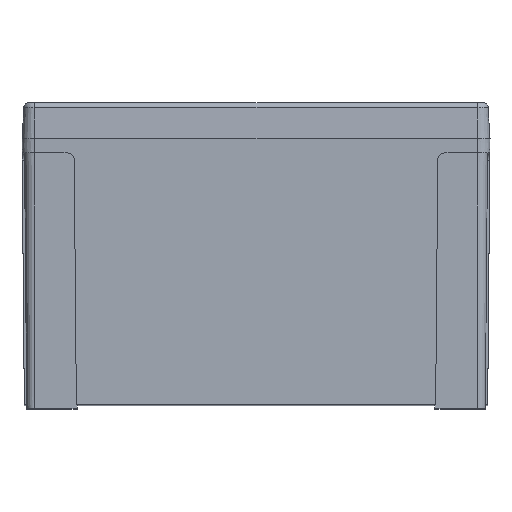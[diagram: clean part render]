
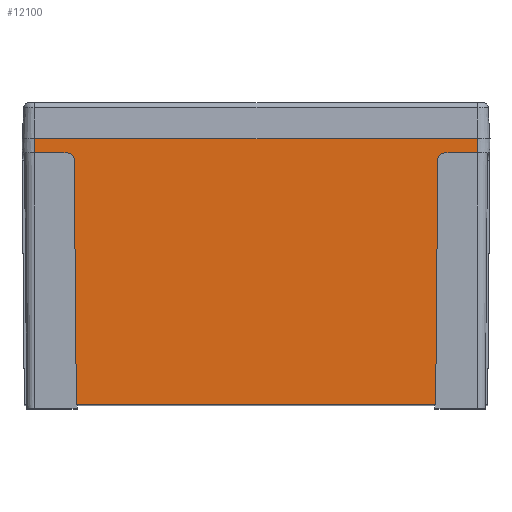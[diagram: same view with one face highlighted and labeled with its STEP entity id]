
A CAD part, top view. The second image highlights one B-rep face of the part: STEP entity #12100.
In plain terms, the highlighted planar face has unit normal (0, -0.009, 1).
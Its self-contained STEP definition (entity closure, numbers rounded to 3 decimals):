
#312 = DIRECTION ( 'NONE',  ( 0., 1., 0.009 ) ) ;
#457 = CARTESIAN_POINT ( 'NONE',  ( 51.369, -4., 90.015 ) ) ;
#567 = ORIENTED_EDGE ( 'NONE', *, *, #9743, .T. ) ;
#652 = ORIENTED_EDGE ( 'NONE', *, *, #1218, .F. ) ;
#719 = CARTESIAN_POINT ( 'NONE',  ( 50.543, -4.819, 90.008 ) ) ;
#1152 = DIRECTION ( 'NONE',  ( -1., 0., 0. ) ) ;
#1194 = LINE ( 'NONE', #4544, #4395 ) ;
#1218 = EDGE_CURVE ( 'NONE', #12679, #6047, #1360, .T. ) ;
#1305 = PLANE ( 'NONE',  #8213 ) ;
#1360 = LINE ( 'NONE', #8484, #8831 ) ;
#1450 = VERTEX_POINT ( 'NONE', #6191 ) ;
#1595 = ORIENTED_EDGE ( 'NONE', *, *, #6149, .F. ) ;
#1664 = CARTESIAN_POINT ( 'NONE',  ( -61.55, -4., 90.015 ) ) ;
#2042 = DIRECTION ( 'NONE',  ( -0.009, 1., 0.009 ) ) ;
#2285 = EDGE_CURVE ( 'NONE', #11922, #3794, #9243, .T. ) ;
#2626 = EDGE_CURVE ( 'NONE', #4362, #6047, #4857, .T. ) ;
#2720 = DIRECTION ( 'NONE',  ( -0.009, -1., -0.009 ) ) ;
#2757 = EDGE_LOOP ( 'NONE', ( #6597, #12971, #652, #12969, #5380, #1595, #567, #12948, #13030, #13273 ) ) ;
#3071 = DIRECTION ( 'NONE',  ( 1., 0., 0. ) ) ;
#3683 = CARTESIAN_POINT ( 'NONE',  ( -52.533, -4., 90.015 ) ) ;
#3758 = CARTESIAN_POINT ( 'NONE',  ( -50.543, -4.819, 90.008 ) ) ;
#3794 = VERTEX_POINT ( 'NONE', #10991 ) ;
#4362 = VERTEX_POINT ( 'NONE', #4999 ) ;
#4395 = VECTOR ( 'NONE', #9687, 1000. ) ;
#4544 = CARTESIAN_POINT ( 'NONE',  ( 61.55, 0., 90.05 ) ) ;
#4593 = CARTESIAN_POINT ( 'NONE',  ( -61.55, -4., 90.015 ) ) ;
#4623 = EDGE_CURVE ( 'NONE', #5576, #3794, #6696, .T. ) ;
#4857 =( BOUNDED_CURVE ( )  B_SPLINE_CURVE ( 3, ( #11136, #719, #457, #8950 ),
 .UNSPECIFIED., .F., .T. ) 
 B_SPLINE_CURVE_WITH_KNOTS ( ( 4, 4 ),
 ( 1.58, 3.142 ),
 .UNSPECIFIED. ) 
 CURVE ( )  GEOMETRIC_REPRESENTATION_ITEM ( )  RATIONAL_B_SPLINE_CURVE ( ( 1., 0.807, 0.807, 1. ) ) 
 REPRESENTATION_ITEM ( '' )  );
#4999 = CARTESIAN_POINT ( 'NONE',  ( 50.533, -5.983, 89.998 ) ) ;
#5119 = CARTESIAN_POINT ( 'NONE',  ( -50.586, 0.096, 90.051 ) ) ;
#5305 = CARTESIAN_POINT ( 'NONE',  ( 49.939, -74., 89.404 ) ) ;
#5380 = ORIENTED_EDGE ( 'NONE', *, *, #10580, .F. ) ;
#5484 = CARTESIAN_POINT ( 'NONE',  ( -61.55, 0., 90.05 ) ) ;
#5494 = DIRECTION ( 'NONE',  ( 1., 0., 0. ) ) ;
#5519 = VERTEX_POINT ( 'NONE', #1664 ) ;
#5576 = VERTEX_POINT ( 'NONE', #10148 ) ;
#5671 = CARTESIAN_POINT ( 'NONE',  ( -50.533, -5.983, 89.998 ) ) ;
#5995 = VERTEX_POINT ( 'NONE', #6346 ) ;
#6047 = VERTEX_POINT ( 'NONE', #7059 ) ;
#6149 = EDGE_CURVE ( 'NONE', #5519, #1450, #12866, .T. ) ;
#6181 = CARTESIAN_POINT ( 'NONE',  ( 61.55, -4., 90.015 ) ) ;
#6191 = CARTESIAN_POINT ( 'NONE',  ( -61.55, 0., 90.05 ) ) ;
#6329 = VECTOR ( 'NONE', #312, 1000. ) ;
#6346 = CARTESIAN_POINT ( 'NONE',  ( 61.55, 0., 90.05 ) ) ;
#6597 = ORIENTED_EDGE ( 'NONE', *, *, #13154, .F. ) ;
#6667 = VERTEX_POINT ( 'NONE', #5305 ) ;
#6696 =( BOUNDED_CURVE ( )  B_SPLINE_CURVE ( 3, ( #3683, #13006, #3758, #5671 ),
 .UNSPECIFIED., .F., .F. ) 
 B_SPLINE_CURVE_WITH_KNOTS ( ( 4, 4 ),
 ( 3.142, 4.704 ),
 .UNSPECIFIED. ) 
 CURVE ( )  GEOMETRIC_REPRESENTATION_ITEM ( )  RATIONAL_B_SPLINE_CURVE ( ( 1., 0.807, 0.807, 1. ) ) 
 REPRESENTATION_ITEM ( '' )  );
#7059 = CARTESIAN_POINT ( 'NONE',  ( 52.533, -4., 90.015 ) ) ;
#7393 = DIRECTION ( 'NONE',  ( 0., -1., -0.009 ) ) ;
#7441 = CARTESIAN_POINT ( 'NONE',  ( -61.55, -74., 89.404 ) ) ;
#7540 = LINE ( 'NONE', #4593, #13247 ) ;
#7667 = EDGE_CURVE ( 'NONE', #12679, #5995, #1194, .T. ) ;
#7731 = CARTESIAN_POINT ( 'NONE',  ( 50.576, -0.978, 90.041 ) ) ;
#8213 = AXIS2_PLACEMENT_3D ( 'NONE', #5484, #8502, #7393 ) ;
#8232 = CARTESIAN_POINT ( 'NONE',  ( -49.939, -74., 89.404 ) ) ;
#8295 = FACE_OUTER_BOUND ( 'NONE', #2757, .T. ) ;
#8484 = CARTESIAN_POINT ( 'NONE',  ( -61.55, -4., 90.015 ) ) ;
#8502 = DIRECTION ( 'NONE',  ( 0., -0.009, 1. ) ) ;
#8831 = VECTOR ( 'NONE', #1152, 1000. ) ;
#8844 = EDGE_CURVE ( 'NONE', #11922, #6667, #12445, .T. ) ;
#8950 = CARTESIAN_POINT ( 'NONE',  ( 52.533, -4., 90.015 ) ) ;
#9243 = LINE ( 'NONE', #5119, #11112 ) ;
#9325 = VECTOR ( 'NONE', #10041, 1000. ) ;
#9687 = DIRECTION ( 'NONE',  ( 0., 1., 0.009 ) ) ;
#9743 = EDGE_CURVE ( 'NONE', #5519, #5576, #7540, .T. ) ;
#10033 = VECTOR ( 'NONE', #3071, 1000. ) ;
#10041 = DIRECTION ( 'NONE',  ( 1., 0., 0. ) ) ;
#10148 = CARTESIAN_POINT ( 'NONE',  ( -52.533, -4., 90.015 ) ) ;
#10580 = EDGE_CURVE ( 'NONE', #1450, #5995, #13275, .T. ) ;
#10991 = CARTESIAN_POINT ( 'NONE',  ( -50.533, -5.983, 89.998 ) ) ;
#11112 = VECTOR ( 'NONE', #2042, 1000. ) ;
#11136 = CARTESIAN_POINT ( 'NONE',  ( 50.533, -5.983, 89.998 ) ) ;
#11922 = VERTEX_POINT ( 'NONE', #8232 ) ;
#11966 = LINE ( 'NONE', #7731, #13263 ) ;
#12100 = ADVANCED_FACE ( 'NONE', ( #8295 ), #1305, .T. ) ;
#12314 = CARTESIAN_POINT ( 'NONE',  ( -61.55, 0., 90.05 ) ) ;
#12445 = LINE ( 'NONE', #7441, #10033 ) ;
#12679 = VERTEX_POINT ( 'NONE', #6181 ) ;
#12799 = CARTESIAN_POINT ( 'NONE',  ( -61.55, 0., 90.05 ) ) ;
#12866 = LINE ( 'NONE', #12799, #6329 ) ;
#12948 = ORIENTED_EDGE ( 'NONE', *, *, #4623, .T. ) ;
#12969 = ORIENTED_EDGE ( 'NONE', *, *, #7667, .T. ) ;
#12971 = ORIENTED_EDGE ( 'NONE', *, *, #2626, .T. ) ;
#13006 = CARTESIAN_POINT ( 'NONE',  ( -51.369, -4., 90.015 ) ) ;
#13030 = ORIENTED_EDGE ( 'NONE', *, *, #2285, .F. ) ;
#13154 = EDGE_CURVE ( 'NONE', #4362, #6667, #11966, .T. ) ;
#13247 = VECTOR ( 'NONE', #5494, 1000. ) ;
#13263 = VECTOR ( 'NONE', #2720, 1000. ) ;
#13273 = ORIENTED_EDGE ( 'NONE', *, *, #8844, .T. ) ;
#13275 = LINE ( 'NONE', #12314, #9325 ) ;
